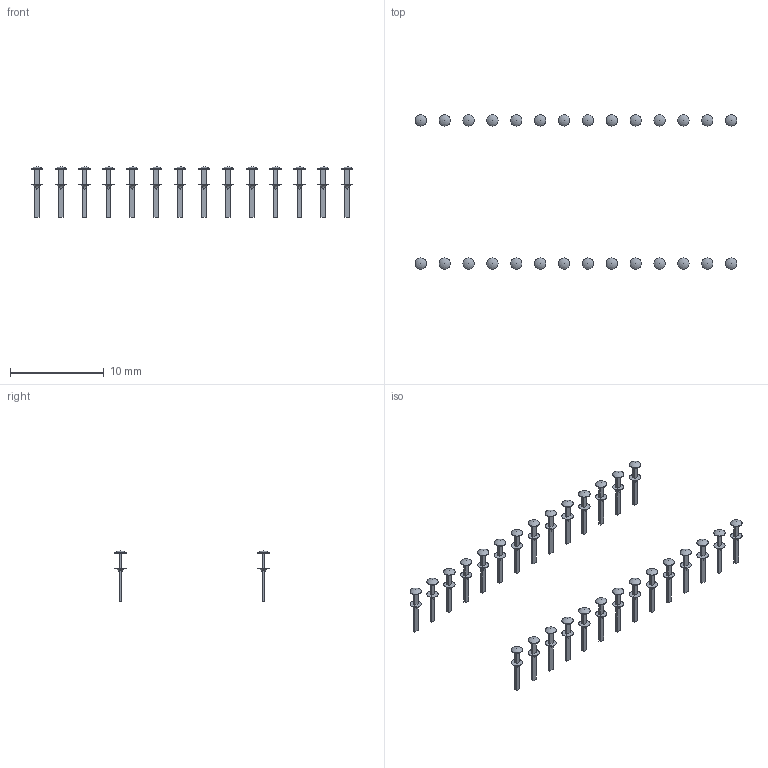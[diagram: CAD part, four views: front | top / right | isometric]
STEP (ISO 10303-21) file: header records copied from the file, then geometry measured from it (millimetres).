
FILE_DESCRIPTION(('FreeCAD Model'),'2;1');
FILE_NAME('Open CASCADE Shape Model','2021-10-17T05:49:23',('Author'),( ''),'Open CASCADE STEP processor 7.5','FreeCAD','Unknown');
FILE_SCHEMA(('AUTOMOTIVE_DESIGN { 1 0 10303 214 1 1 1 1 }'));
Length unit declared in the file: millimetre
Products named in the file (1): Matrix_Union028
Bounding box: 34.22 x 16.44 x 5.36 mm (x, y, z)
Volume: 25.6 mm3; surface area: 338 mm2
Topology: 28 solids, 28 shells, 420 faces, 1008 edges, 672 vertices
Faces by surface type: plane 308, cylinder 56, torus 28, sphere 28
Full cylindrical faces by diameter (mm): 1.2 x56
Entity records: 16511 total; most frequent: CARTESIAN_POINT 6805, ORIENTED_EDGE 1960, DIRECTION 1794, EDGE_CURVE 980, VERTEX_POINT 672, LINE 616, VECTOR 616, AXIS2_PLACEMENT_3D 589
